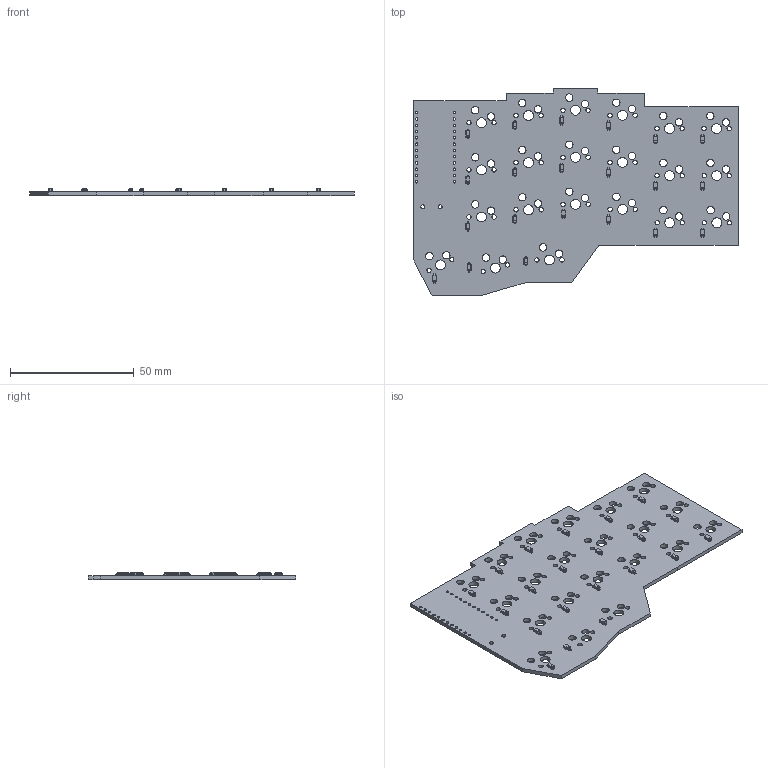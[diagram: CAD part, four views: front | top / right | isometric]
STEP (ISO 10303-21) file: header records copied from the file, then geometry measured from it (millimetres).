
FILE_DESCRIPTION(('KiCad electronic assembly'),'2;1');
FILE_NAME('KeyboardTest2.step','2024-04-04T20:45:41',('Pcbnew'),('Kicad' ),'Open CASCADE STEP processor 7.7','KiCad to STEP converter', 'Unknown');
FILE_SCHEMA(('AUTOMOTIVE_DESIGN { 1 0 10303 214 1 1 1 1 }'));
Length unit declared in the file: millimetre
Products named in the file (4): KeyboardTest2 1; D_SOD-123; D_SOD_123; KeyboardTest2_PCB
Assembly tree (23 placements, depth 3):
  KeyboardTest2 1
    D_SOD-123  x21
      D_SOD_123
    KeyboardTest2_PCB
Bounding box: 131.5 x 84 x 2.9 mm (x, y, z)
Volume: 13395.2 mm3; surface area: 19263.7 mm2
Topology: 22 solids, 22 shells, 1561 faces, 3732 edges, 2236 vertices
Faces by surface type: plane 716, bspline 546, cylinder 299
Full cylindrical faces by diameter (mm): 1 x24, 1.6 x2, 1.75 x42, 3 x42, 3.988 x21
Entity records: 8332 total; most frequent: CARTESIAN_POINT 1363, DIRECTION 1296, ORIENTED_EDGE 1224, EDGE_CURVE 612, AXIS2_PLACEMENT_3D 497, FACE_BOUND 484, EDGE_LOOP 484, VERTEX_POINT 396
